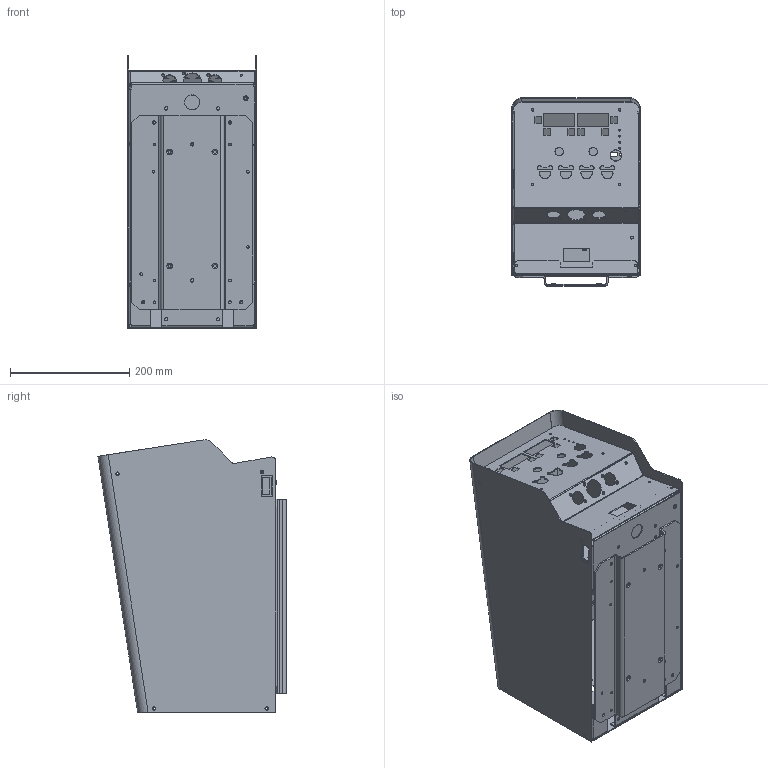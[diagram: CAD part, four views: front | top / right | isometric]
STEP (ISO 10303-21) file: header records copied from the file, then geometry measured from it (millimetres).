
FILE_DESCRIPTION (( 'STEP AP214' ), '1' );
FILE_NAME ('274174 (D-74 MPa Plus Control Box - Joined Shell).STEP', '2017-09-05T16:31:33', ( 'ITS' ), ( 'ITW Welding Group' ), 'SwSTEP 2.0', 'SolidWorks 2016', '' );
FILE_SCHEMA (( 'AUTOMOTIVE_DESIGN' ));
Length unit declared in the file: inch
Products named in the file (1): 274174 (D-74 MPa Plus Control Box - Joined Shell)
Bounding box: 216.42 x 316.26 x 457.84 mm (x, y, z)
Volume: 1125632.4 mm3; surface area: 1312740.5 mm2
Topology: 1 solids, 1 shells, 885 faces, 2457 edges, 1579 vertices
Faces by surface type: cylinder 414, plane 384, bspline 63, torus 24
Entity records: 29760 total; most frequent: CARTESIAN_POINT 6370, ORIENTED_EDGE 4914, DIRECTION 4718, EDGE_CURVE 2457, AXIS2_PLACEMENT_3D 1679, VERTEX_POINT 1579, LINE 1360, VECTOR 1360
